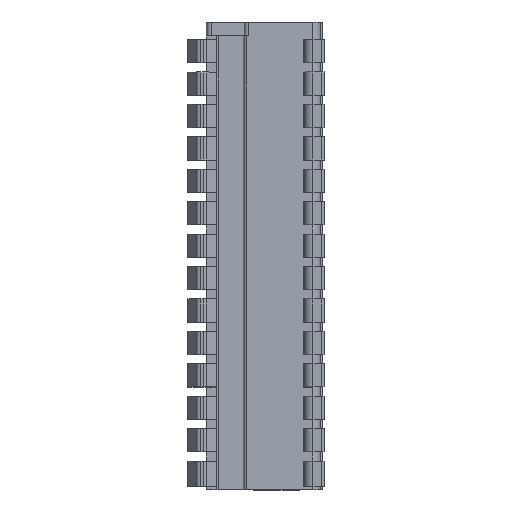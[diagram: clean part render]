
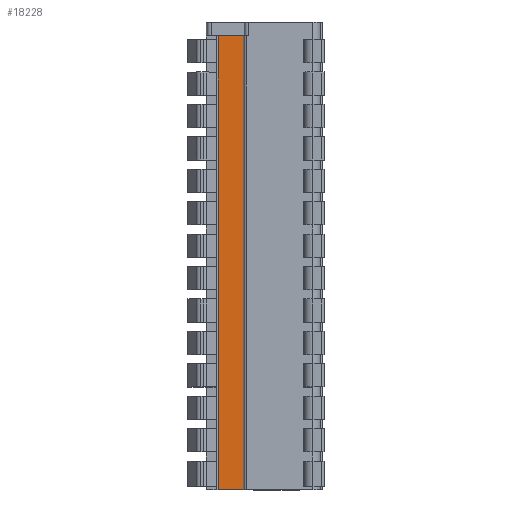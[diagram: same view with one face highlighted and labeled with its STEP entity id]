
A CAD part, top view. The second image highlights one B-rep face of the part: STEP entity #18228.
In plain terms, the highlighted planar face has unit normal (0, 0, 1).
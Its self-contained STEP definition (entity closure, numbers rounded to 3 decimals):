
#36=DIRECTION('',(1.,0.,0.));
#37=VECTOR('',#36,2.7);
#38=CARTESIAN_POINT('',(-4.12,0.,2.73));
#39=LINE('',#38,#37);
#2668=DIRECTION('',(1.,0.,0.));
#2669=VECTOR('',#2668,2.7);
#2670=CARTESIAN_POINT('',(-4.12,-49.,2.73));
#2671=LINE('',#2670,#2669);
#6776=DIRECTION('',(0.,-1.,0.));
#6777=VECTOR('',#6776,49.);
#6778=CARTESIAN_POINT('',(-4.12,0.,2.73));
#6779=LINE('',#6778,#6777);
#6780=DIRECTION('',(0.,-1.,0.));
#6781=VECTOR('',#6780,49.);
#6782=CARTESIAN_POINT('',(-1.42,0.,2.73));
#6783=LINE('',#6782,#6781);
#8695=CARTESIAN_POINT('',(-4.12,0.,2.73));
#8696=VERTEX_POINT('',#8695);
#8697=CARTESIAN_POINT('',(-1.42,0.,2.73));
#8698=VERTEX_POINT('',#8697);
#8733=CARTESIAN_POINT('',(-4.12,-49.,2.73));
#8734=VERTEX_POINT('',#8733);
#8735=CARTESIAN_POINT('',(-1.42,-49.,2.73));
#8736=VERTEX_POINT('',#8735);
#18216=CARTESIAN_POINT('',(-4.12,0.,2.73));
#18217=DIRECTION('',(0.,0.,1.));
#18218=DIRECTION('',(1.,0.,0.));
#18219=AXIS2_PLACEMENT_3D('',#18216,#18217,#18218);
#18220=PLANE('',#18219);
#18221=ORIENTED_EDGE('',*,*,#10997,.T.);
#18223=ORIENTED_EDGE('',*,*,#18222,.T.);
#18224=ORIENTED_EDGE('',*,*,#12370,.F.);
#18225=ORIENTED_EDGE('',*,*,#18209,.F.);
#18226=EDGE_LOOP('',(#18221,#18223,#18224,#18225));
#18227=FACE_OUTER_BOUND('',#18226,.F.);
#18228=ADVANCED_FACE('',(#18227),#18220,.T.);
#10997=EDGE_CURVE('',#8696,#8698,#39,.T.);
#12370=EDGE_CURVE('',#8734,#8736,#2671,.T.);
#18209=EDGE_CURVE('',#8696,#8734,#6779,.T.);
#18222=EDGE_CURVE('',#8698,#8736,#6783,.T.);
